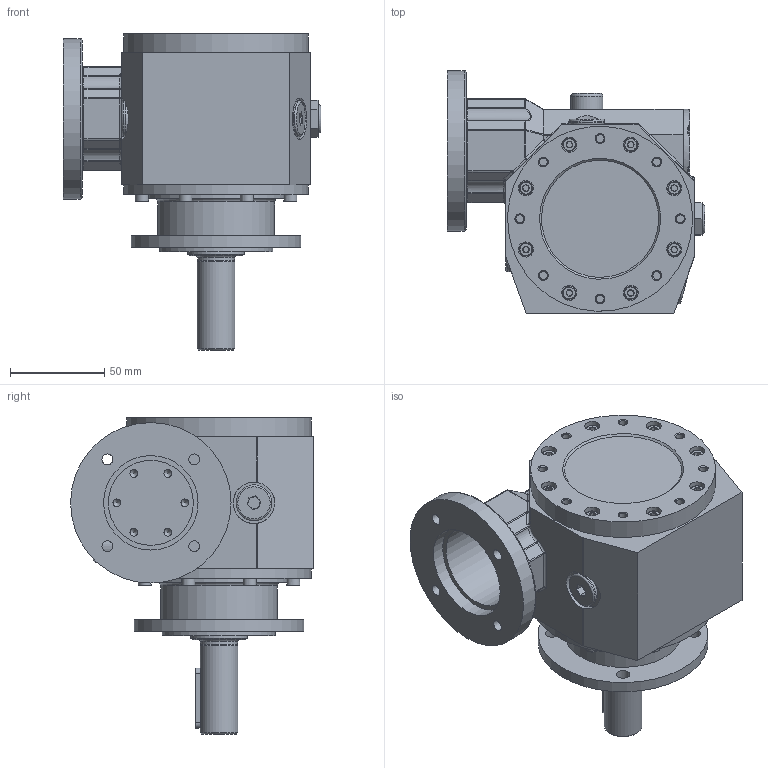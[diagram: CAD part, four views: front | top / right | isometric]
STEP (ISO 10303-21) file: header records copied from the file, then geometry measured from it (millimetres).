
FILE_DESCRIPTION( ( 'Unknown' ), '1' );
FILE_NAME( '1-11KG.stp', 'Unknown', ( 'Unknown' ), ( 'Unknown' ), 'PSStep 13.0', 'Unknown', ' ' );
FILE_SCHEMA( ( 'AUTOMOTIVE_DESIGN { 1 0 10303 214 1 1 1 1 }' ) );
Length unit declared in the file: millimetre
Products named in the file (1): Gehaeuse
Bounding box: 136.5 x 128.6 x 167.5 mm (x, y, z)
Volume: 917796 mm3; surface area: 112362.1 mm2
Topology: 1 solids, 24 shells, 835 faces, 1997 edges, 1252 vertices
Faces by surface type: plane 396, cylinder 176, cone 137, bspline 88, torus 35, extrusion 3
Full cylindrical faces by diameter (mm): 4 x22, 4.2 x8, 4.5 x22, 5 x1, 5.8 x4, 7 x20, 8 x8, 10 x1, 11 x1, 17 x3, 19 x3, 19.6 x1, 20 x1, 22 x5, 29.6 x1, 30 x1, 32 x1, 33 x1, 44 x1, 45 x1, 47 x1, 50 x1, 55 x1, 59 x1, 60 x1, 62 x1, 73 x1, 85 x1, 90 x1, 98 x2
Entity records: 48358 total; most frequent: CARTESIAN_POINT 24481, ORIENTED_EDGE 3416, DIRECTION 3235, EDGE_CURVE 1708, AXIS2_PLACEMENT_3D 1220, VERTEX_POINT 1185, EDGE_LOOP 1156, FACE_OUTER_BOUND 982
